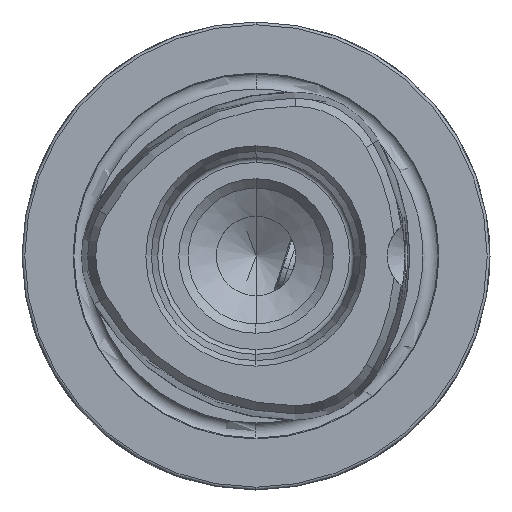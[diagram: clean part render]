
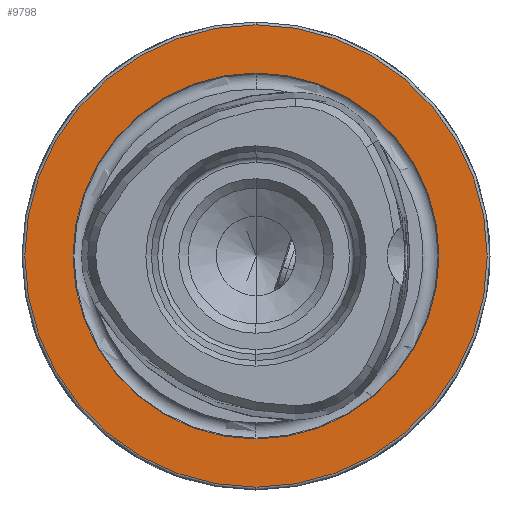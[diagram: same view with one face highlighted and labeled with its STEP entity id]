
A CAD part, left-side view. The second image highlights one B-rep face of the part: STEP entity #9798.
In plain terms, the highlighted planar face has unit normal (-1, 0, 0).
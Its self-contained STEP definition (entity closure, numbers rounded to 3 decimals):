
#341 = DIRECTION ( 'NONE',  ( -1., 0., 0. ) ) ;
#501 = CARTESIAN_POINT ( 'NONE',  ( 0., 0., 0. ) ) ;
#530 = CIRCLE ( 'NONE', #10915, 24.7 ) ;
#1080 = CIRCLE ( 'NONE', #4427, 24.7 ) ;
#1411 = CARTESIAN_POINT ( 'NONE',  ( 0., 0., -24.7 ) ) ;
#1527 = DIRECTION ( 'NONE',  ( 0., 0., -1. ) ) ;
#1799 = VERTEX_POINT ( 'NONE', #4467 ) ;
#1904 = ORIENTED_EDGE ( 'NONE', *, *, #7857, .F. ) ;
#2249 = ORIENTED_EDGE ( 'NONE', *, *, #7390, .T. ) ;
#2581 = AXIS2_PLACEMENT_3D ( 'NONE', #3785, #4768, #5566 ) ;
#2904 = CARTESIAN_POINT ( 'NONE',  ( 0., 0., 19.55 ) ) ;
#3188 = VERTEX_POINT ( 'NONE', #8153 ) ;
#3524 = DIRECTION ( 'NONE',  ( 0., 0., 1. ) ) ;
#3785 = CARTESIAN_POINT ( 'NONE',  ( 0., 0., 0. ) ) ;
#3872 = CARTESIAN_POINT ( 'NONE',  ( 0., 0., 0. ) ) ;
#4160 = DIRECTION ( 'NONE',  ( 1., 0., 0. ) ) ;
#4427 = AXIS2_PLACEMENT_3D ( 'NONE', #8082, #9899, #3524 ) ;
#4467 = CARTESIAN_POINT ( 'NONE',  ( 0., 0., -19.55 ) ) ;
#4768 = DIRECTION ( 'NONE',  ( -1., 0., 0. ) ) ;
#4862 = DIRECTION ( 'NONE',  ( 0., 0., 1. ) ) ;
#5059 = AXIS2_PLACEMENT_3D ( 'NONE', #8780, #4160, #1527 ) ;
#5566 = DIRECTION ( 'NONE',  ( 0., 0., 1. ) ) ;
#6105 = FACE_OUTER_BOUND ( 'NONE', #9571, .T. ) ;
#6269 = CIRCLE ( 'NONE', #2581, 19.55 ) ;
#6491 = AXIS2_PLACEMENT_3D ( 'NONE', #3872, #341, #4862 ) ;
#7134 = ORIENTED_EDGE ( 'NONE', *, *, #9078, .F. ) ;
#7390 = EDGE_CURVE ( 'NONE', #8726, #3188, #530, .T. ) ;
#7792 = PLANE ( 'NONE',  #5059 ) ;
#7851 = VERTEX_POINT ( 'NONE', #2904 ) ;
#7857 = EDGE_CURVE ( 'NONE', #7851, #1799, #7954, .T. ) ;
#7954 = CIRCLE ( 'NONE', #6491, 19.55 ) ;
#8082 = CARTESIAN_POINT ( 'NONE',  ( 0., 0., 0. ) ) ;
#8147 = EDGE_CURVE ( 'NONE', #3188, #8726, #1080, .T. ) ;
#8153 = CARTESIAN_POINT ( 'NONE',  ( 0., 0., 24.7 ) ) ;
#8498 = DIRECTION ( 'NONE',  ( -1., 0., 0. ) ) ;
#8726 = VERTEX_POINT ( 'NONE', #1411 ) ;
#8780 = CARTESIAN_POINT ( 'NONE',  ( 0., 19.55, 0. ) ) ;
#9078 = EDGE_CURVE ( 'NONE', #1799, #7851, #6269, .T. ) ;
#9407 = DIRECTION ( 'NONE',  ( 0., 0., 1. ) ) ;
#9571 = EDGE_LOOP ( 'NONE', ( #11059, #2249 ) ) ;
#9798 = ADVANCED_FACE ( 'NONE', ( #11465, #6105 ), #7792, .F. ) ;
#9899 = DIRECTION ( 'NONE',  ( -1., 0., 0. ) ) ;
#10915 = AXIS2_PLACEMENT_3D ( 'NONE', #501, #8498, #9407 ) ;
#11013 = EDGE_LOOP ( 'NONE', ( #1904, #7134 ) ) ;
#11059 = ORIENTED_EDGE ( 'NONE', *, *, #8147, .T. ) ;
#11465 = FACE_BOUND ( 'NONE', #11013, .T. ) ;
